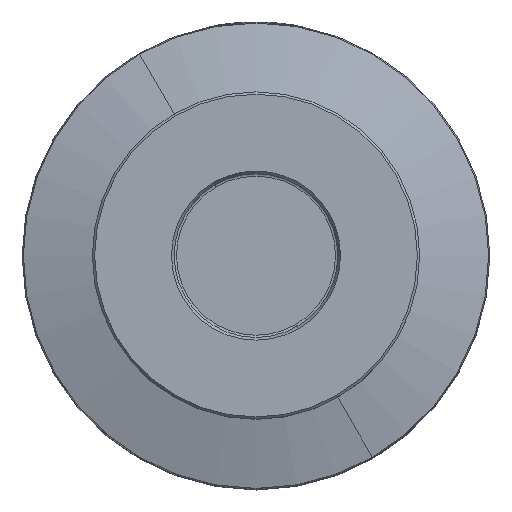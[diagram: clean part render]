
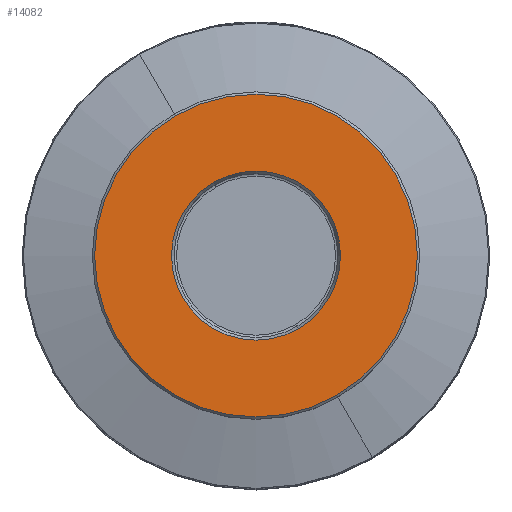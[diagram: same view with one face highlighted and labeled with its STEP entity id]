
A CAD part, top view. The second image highlights one B-rep face of the part: STEP entity #14082.
In plain terms, the highlighted planar face has unit normal (0, 0, 1).
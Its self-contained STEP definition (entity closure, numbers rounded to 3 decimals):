
#223=CARTESIAN_POINT('',(0.,0.,70.));
#224=DIRECTION('',(0.,0.,1.));
#225=DIRECTION('',(-0.5,0.866,0.));
#226=AXIS2_PLACEMENT_3D('',#223,#224,#225);
#231=CARTESIAN_POINT('',(0.,0.,70.));
#232=DIRECTION('',(0.,0.,-1.));
#233=DIRECTION('',(-0.5,0.866,0.));
#234=AXIS2_PLACEMENT_3D('',#231,#232,#233);
#253=CARTESIAN_POINT('',(0.,0.,70.));
#254=DIRECTION('',(0.,0.,-1.));
#255=DIRECTION('',(-0.5,0.866,0.));
#256=AXIS2_PLACEMENT_3D('',#253,#254,#255);
#261=CARTESIAN_POINT('',(0.,0.,70.));
#262=DIRECTION('',(0.,0.,1.));
#263=DIRECTION('',(-0.5,0.866,0.));
#264=AXIS2_PLACEMENT_3D('',#261,#262,#263);
#13675=CARTESIAN_POINT('',(-9.039,15.655,70.));
#13676=VERTEX_POINT('',#13675);
#13677=CARTESIAN_POINT('',(-17.25,29.878,70.));
#13679=VERTEX_POINT('',#13677);
#13731=CARTESIAN_POINT('',(9.039,-15.655,70.));
#13732=VERTEX_POINT('',#13731);
#13733=CARTESIAN_POINT('',(17.25,-29.878,70.));
#13735=VERTEX_POINT('',#13733);
#14067=CARTESIAN_POINT('',(0.,0.,70.));
#14068=DIRECTION('',(0.,0.,1.));
#14069=DIRECTION('',(0.5,-0.866,0.));
#14070=AXIS2_PLACEMENT_3D('',#14067,#14068,#14069);
#14071=PLANE('',#14070);
#14073=ORIENTED_EDGE('',*,*,#14072,.T.);
#14075=ORIENTED_EDGE('',*,*,#14074,.F.);
#14076=EDGE_LOOP('',(#14073,#14075));
#14077=FACE_OUTER_BOUND('',#14076,.F.);
#14078=ORIENTED_EDGE('',*,*,#14049,.T.);
#14079=ORIENTED_EDGE('',*,*,#14060,.F.);
#14080=EDGE_LOOP('',(#14078,#14079));
#14081=FACE_BOUND('',#14080,.F.);
#14082=ADVANCED_FACE('',(#14077,#14081),#14071,.T.);
#227=CIRCLE('',#226,18.077);
#235=CIRCLE('',#234,18.077);
#257=CIRCLE('',#256,34.5);
#265=CIRCLE('',#264,34.5);
#14049=EDGE_CURVE('',#13676,#13732,#227,.T.);
#14060=EDGE_CURVE('',#13676,#13732,#235,.T.);
#14072=EDGE_CURVE('',#13679,#13735,#257,.T.);
#14074=EDGE_CURVE('',#13679,#13735,#265,.T.);
